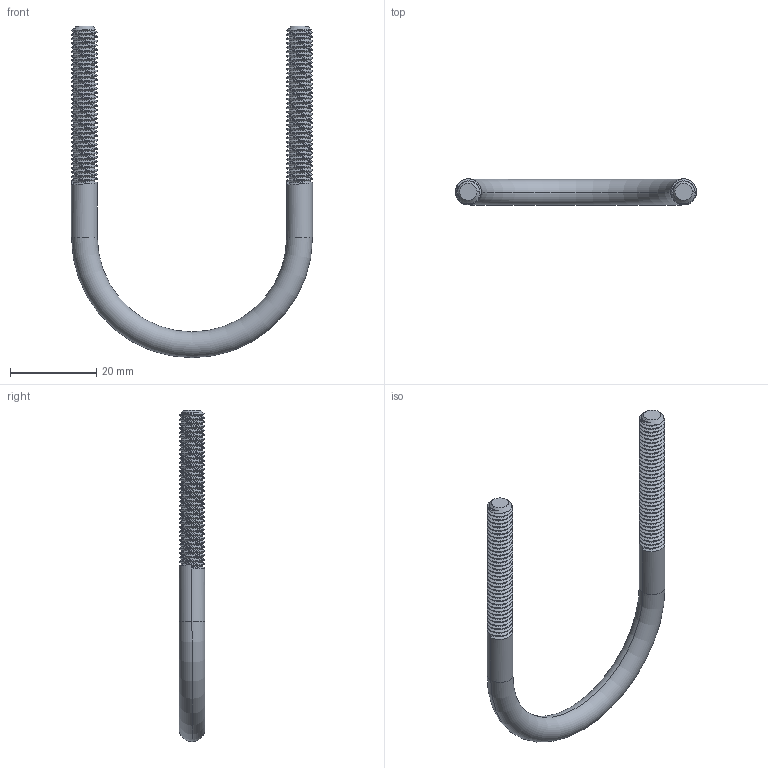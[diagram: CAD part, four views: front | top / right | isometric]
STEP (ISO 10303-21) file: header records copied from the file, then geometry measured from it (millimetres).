
FILE_DESCRIPTION (( 'STEP AP203' ), '1' );
FILE_NAME ('3D_R384_DN42.4_17334640.STEP', '2024-07-18T07:58:05', ( '' ), ( '' ), 'SwSTEP 2.0', 'SolidWorks 2024', '' );
FILE_SCHEMA (( 'CONFIG_CONTROL_DESIGN' ));
Length unit declared in the file: millimetre
Products named in the file (1): 3D_R384_DN42.4_17334640
Bounding box: 56 x 6 x 77 mm (x, y, z)
Volume: 4597.4 mm3; surface area: 3987 mm2
Topology: 1 solids, 1 shells, 162 faces, 470 edges, 310 vertices
Faces by surface type: cylinder 144, cone 6, bspline 6, plane 4, torus 2
Entity records: 16237 total; most frequent: CARTESIAN_POINT 12789, ORIENTED_EDGE 940, DIRECTION 496, EDGE_CURVE 470, VERTEX_POINT 310, AXIS2_PLACEMENT_3D 169, EDGE_LOOP 162, FACE_OUTER_BOUND 162
